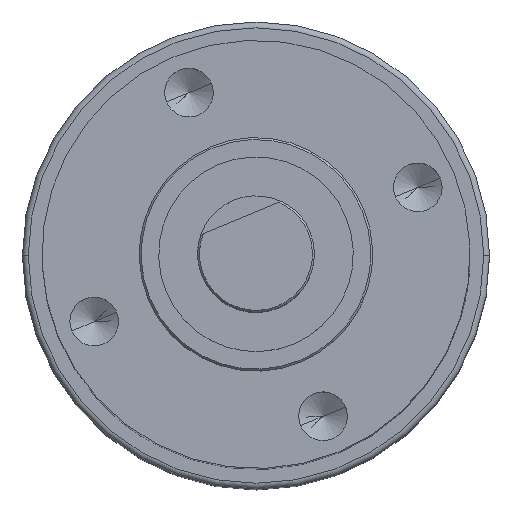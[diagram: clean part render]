
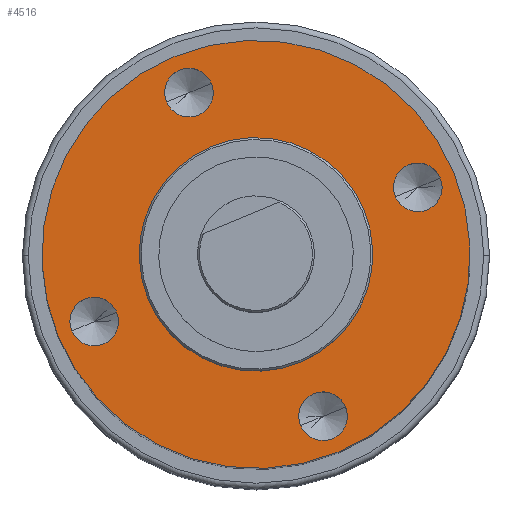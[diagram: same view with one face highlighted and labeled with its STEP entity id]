
A CAD part, top view. The second image highlights one B-rep face of the part: STEP entity #4516.
In plain terms, the highlighted face is planar.
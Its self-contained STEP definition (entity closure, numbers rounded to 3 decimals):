
#85 = CIRCLE ( 'NONE', #1797, 1.25 ) ;
#107 = DIRECTION ( 'NONE',  ( 1., 0., 0. ) ) ;
#129 = VERTEX_POINT ( 'NONE', #579 ) ;
#142 = CARTESIAN_POINT ( 'NONE',  ( 7.75, 0., 0. ) ) ;
#167 = FACE_OUTER_BOUND ( 'NONE', #643, .T. ) ;
#176 = CARTESIAN_POINT ( 'NONE',  ( 1.25, -9., 0. ) ) ;
#307 = DIRECTION ( 'NONE',  ( 1., 0., 0. ) ) ;
#319 = FACE_BOUND ( 'NONE', #1790, .T. ) ;
#320 = PLANE ( 'NONE',  #4400 ) ;
#321 = ORIENTED_EDGE ( 'NONE', *, *, #3872, .F. ) ;
#426 = EDGE_CURVE ( 'NONE', #1858, #600, #1123, .T. ) ;
#435 = DIRECTION ( 'NONE',  ( 0., 0., 1. ) ) ;
#437 = CIRCLE ( 'NONE', #2714, 1.25 ) ;
#579 = CARTESIAN_POINT ( 'NONE',  ( -6., 0., 0. ) ) ;
#598 = EDGE_CURVE ( 'NONE', #600, #1858, #4946, .T. ) ;
#600 = VERTEX_POINT ( 'NONE', #5254 ) ;
#643 = EDGE_LOOP ( 'NONE', ( #5440, #1919 ) ) ;
#712 = CARTESIAN_POINT ( 'NONE',  ( 0., -9., 0. ) ) ;
#718 = CARTESIAN_POINT ( 'NONE',  ( -9., 0., 0. ) ) ;
#795 = CARTESIAN_POINT ( 'NONE',  ( 9., 0., 0. ) ) ;
#805 = DIRECTION ( 'NONE',  ( 0., 0., -1. ) ) ;
#926 = VERTEX_POINT ( 'NONE', #2160 ) ;
#941 = CARTESIAN_POINT ( 'NONE',  ( 1.25, 9., 0. ) ) ;
#952 = VERTEX_POINT ( 'NONE', #176 ) ;
#953 = DIRECTION ( 'NONE',  ( 0., 0., -1. ) ) ;
#1081 = EDGE_CURVE ( 'NONE', #2560, #1503, #85, .T. ) ;
#1088 = EDGE_CURVE ( 'NONE', #2990, #3859, #3999, .T. ) ;
#1123 = CIRCLE ( 'NONE', #4116, 11. ) ;
#1194 = DIRECTION ( 'NONE',  ( -1., 0., 0. ) ) ;
#1200 = DIRECTION ( 'NONE',  ( -1., 0., 0. ) ) ;
#1240 = ORIENTED_EDGE ( 'NONE', *, *, #2683, .F. ) ;
#1276 = CARTESIAN_POINT ( 'NONE',  ( 6., 0., 0. ) ) ;
#1282 = DIRECTION ( 'NONE',  ( -1., 0., 0. ) ) ;
#1305 = DIRECTION ( 'NONE',  ( 1., 0., 0. ) ) ;
#1382 = CIRCLE ( 'NONE', #3065, 1.25 ) ;
#1435 = ORIENTED_EDGE ( 'NONE', *, *, #1088, .F. ) ;
#1476 = AXIS2_PLACEMENT_3D ( 'NONE', #5132, #2290, #5594 ) ;
#1479 = FACE_BOUND ( 'NONE', #2581, .T. ) ;
#1480 = CARTESIAN_POINT ( 'NONE',  ( 0., 0., 0. ) ) ;
#1503 = VERTEX_POINT ( 'NONE', #142 ) ;
#1684 = AXIS2_PLACEMENT_3D ( 'NONE', #3732, #805, #4214 ) ;
#1758 = AXIS2_PLACEMENT_3D ( 'NONE', #1480, #4849, #1974 ) ;
#1790 = EDGE_LOOP ( 'NONE', ( #321, #4202 ) ) ;
#1797 = AXIS2_PLACEMENT_3D ( 'NONE', #795, #4203, #1282 ) ;
#1858 = VERTEX_POINT ( 'NONE', #4814 ) ;
#1879 = EDGE_CURVE ( 'NONE', #129, #2839, #4995, .T. ) ;
#1919 = ORIENTED_EDGE ( 'NONE', *, *, #598, .F. ) ;
#1964 = CARTESIAN_POINT ( 'NONE',  ( 0., -9., 0. ) ) ;
#1974 = DIRECTION ( 'NONE',  ( 1., 0., 0. ) ) ;
#2055 = AXIS2_PLACEMENT_3D ( 'NONE', #3386, #435, #3861 ) ;
#2160 = CARTESIAN_POINT ( 'NONE',  ( -1.25, -9., 0. ) ) ;
#2290 = DIRECTION ( 'NONE',  ( 0., 0., -1. ) ) ;
#2305 = EDGE_LOOP ( 'NONE', ( #6042, #5597 ) ) ;
#2434 = ORIENTED_EDGE ( 'NONE', *, *, #1081, .F. ) ;
#2479 = DIRECTION ( 'NONE',  ( -1., 0., 0. ) ) ;
#2552 = EDGE_CURVE ( 'NONE', #2839, #129, #5496, .T. ) ;
#2560 = VERTEX_POINT ( 'NONE', #4026 ) ;
#2581 = EDGE_LOOP ( 'NONE', ( #5782, #1435 ) ) ;
#2661 = CIRCLE ( 'NONE', #5843, 1.25 ) ;
#2683 = EDGE_CURVE ( 'NONE', #926, #952, #1382, .T. ) ;
#2714 = AXIS2_PLACEMENT_3D ( 'NONE', #718, #4126, #1200 ) ;
#2764 = ORIENTED_EDGE ( 'NONE', *, *, #3440, .F. ) ;
#2792 = CARTESIAN_POINT ( 'NONE',  ( 0., 0., 0. ) ) ;
#2839 = VERTEX_POINT ( 'NONE', #1276 ) ;
#2892 = DIRECTION ( 'NONE',  ( 0., 0., -1. ) ) ;
#2964 = FACE_BOUND ( 'NONE', #3624, .T. ) ;
#2974 = AXIS2_PLACEMENT_3D ( 'NONE', #3883, #953, #4376 ) ;
#2990 = VERTEX_POINT ( 'NONE', #941 ) ;
#3065 = AXIS2_PLACEMENT_3D ( 'NONE', #712, #4117, #1194 ) ;
#3072 = DIRECTION ( 'NONE',  ( 0., 0., 1. ) ) ;
#3073 = CARTESIAN_POINT ( 'NONE',  ( -10.25, 0., 0. ) ) ;
#3253 = CIRCLE ( 'NONE', #2974, 1.25 ) ;
#3269 = DIRECTION ( 'NONE',  ( 0., 0., 1. ) ) ;
#3386 = CARTESIAN_POINT ( 'NONE',  ( 0., 0., 0. ) ) ;
#3440 = EDGE_CURVE ( 'NONE', #1503, #2560, #6040, .T. ) ;
#3595 = ORIENTED_EDGE ( 'NONE', *, *, #5505, .F. ) ;
#3624 = EDGE_LOOP ( 'NONE', ( #2764, #2434 ) ) ;
#3732 = CARTESIAN_POINT ( 'NONE',  ( 9., 0., 0. ) ) ;
#3859 = VERTEX_POINT ( 'NONE', #4102 ) ;
#3861 = DIRECTION ( 'NONE',  ( 1., 0., 0. ) ) ;
#3872 = EDGE_CURVE ( 'NONE', #5651, #4378, #437, .T. ) ;
#3883 = CARTESIAN_POINT ( 'NONE',  ( 0., 9., 0. ) ) ;
#3999 = CIRCLE ( 'NONE', #1476, 1.25 ) ;
#4009 = AXIS2_PLACEMENT_3D ( 'NONE', #1964, #5312, #2479 ) ;
#4026 = CARTESIAN_POINT ( 'NONE',  ( 10.25, 0., 0. ) ) ;
#4083 = EDGE_CURVE ( 'NONE', #4378, #5651, #2661, .T. ) ;
#4102 = CARTESIAN_POINT ( 'NONE',  ( -1.25, 9., 0. ) ) ;
#4116 = AXIS2_PLACEMENT_3D ( 'NONE', #6028, #3269, #307 ) ;
#4117 = DIRECTION ( 'NONE',  ( 0., 0., -1. ) ) ;
#4126 = DIRECTION ( 'NONE',  ( 0., 0., -1. ) ) ;
#4202 = ORIENTED_EDGE ( 'NONE', *, *, #4083, .F. ) ;
#4203 = DIRECTION ( 'NONE',  ( 0., 0., -1. ) ) ;
#4214 = DIRECTION ( 'NONE',  ( -1., 0., 0. ) ) ;
#4219 = DIRECTION ( 'NONE',  ( 0., 0., 1. ) ) ;
#4376 = DIRECTION ( 'NONE',  ( -1., 0., 0. ) ) ;
#4378 = VERTEX_POINT ( 'NONE', #5049 ) ;
#4400 = AXIS2_PLACEMENT_3D ( 'NONE', #2792, #4219, #1305 ) ;
#4516 = ADVANCED_FACE ( 'NONE', ( #1479, #319, #2964, #5452, #5309, #167 ), #320, .F. ) ;
#4814 = CARTESIAN_POINT ( 'NONE',  ( -11., 0., 0. ) ) ;
#4849 = DIRECTION ( 'NONE',  ( 0., 0., 1. ) ) ;
#4931 = EDGE_CURVE ( 'NONE', #3859, #2990, #3253, .T. ) ;
#4946 = CIRCLE ( 'NONE', #2055, 11. ) ;
#4995 = CIRCLE ( 'NONE', #1758, 6. ) ;
#5049 = CARTESIAN_POINT ( 'NONE',  ( -7.75, 0., 0. ) ) ;
#5132 = CARTESIAN_POINT ( 'NONE',  ( 0., 9., 0. ) ) ;
#5139 = CIRCLE ( 'NONE', #4009, 1.25 ) ;
#5254 = CARTESIAN_POINT ( 'NONE',  ( 11., 0., 0. ) ) ;
#5297 = EDGE_LOOP ( 'NONE', ( #1240, #3595 ) ) ;
#5309 = FACE_BOUND ( 'NONE', #2305, .T. ) ;
#5312 = DIRECTION ( 'NONE',  ( 0., 0., -1. ) ) ;
#5384 = AXIS2_PLACEMENT_3D ( 'NONE', #5857, #3072, #107 ) ;
#5440 = ORIENTED_EDGE ( 'NONE', *, *, #426, .F. ) ;
#5452 = FACE_BOUND ( 'NONE', #5297, .T. ) ;
#5496 = CIRCLE ( 'NONE', #5384, 6. ) ;
#5505 = EDGE_CURVE ( 'NONE', #952, #926, #5139, .T. ) ;
#5594 = DIRECTION ( 'NONE',  ( -1., 0., 0. ) ) ;
#5597 = ORIENTED_EDGE ( 'NONE', *, *, #1879, .T. ) ;
#5651 = VERTEX_POINT ( 'NONE', #3073 ) ;
#5677 = CARTESIAN_POINT ( 'NONE',  ( -9., 0., 0. ) ) ;
#5782 = ORIENTED_EDGE ( 'NONE', *, *, #4931, .F. ) ;
#5843 = AXIS2_PLACEMENT_3D ( 'NONE', #5677, #2892, #6124 ) ;
#5857 = CARTESIAN_POINT ( 'NONE',  ( 0., 0., 0. ) ) ;
#6028 = CARTESIAN_POINT ( 'NONE',  ( 0., 0., 0. ) ) ;
#6040 = CIRCLE ( 'NONE', #1684, 1.25 ) ;
#6042 = ORIENTED_EDGE ( 'NONE', *, *, #2552, .T. ) ;
#6124 = DIRECTION ( 'NONE',  ( -1., 0., 0. ) ) ;
